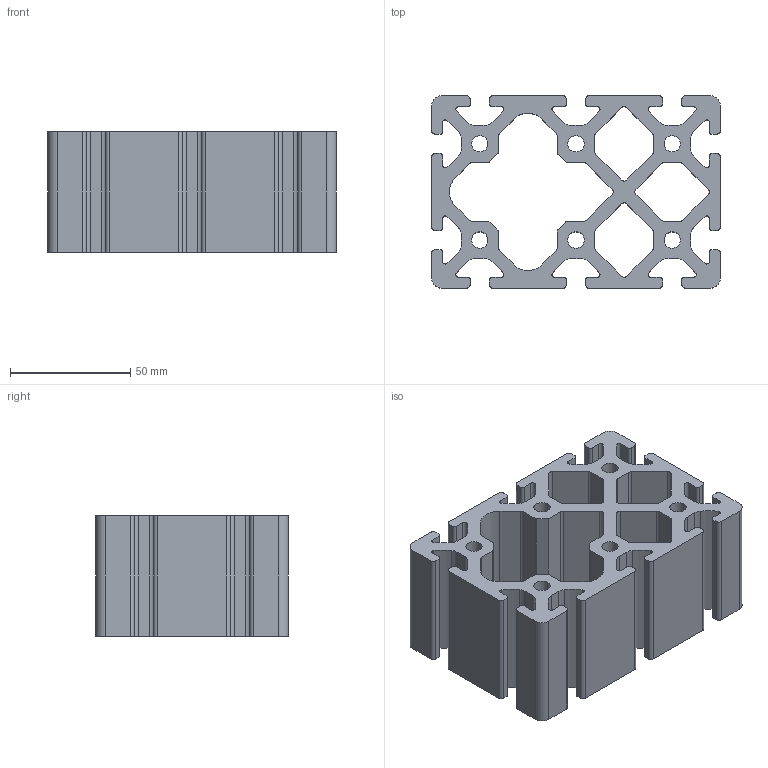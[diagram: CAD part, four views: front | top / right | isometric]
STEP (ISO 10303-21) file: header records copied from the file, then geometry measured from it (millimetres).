
FILE_DESCRIPTION (( 'STEP AP214' ), '1' );
FILE_NAME ('BASE08E0188-Profilé 8 120x80 lourd.step', '2023-03-24T09:43:09', ( 'Altae' ), ( '' ), 'SwSTEP 2.0', 'SolidWorks 2021', '' );
FILE_SCHEMA (( 'AUTOMOTIVE_DESIGN' ));
Length unit declared in the file: millimetre
Products named in the file (1): BASE08E0188-Profilé 8 120x80 lourd
Bounding box: 120 x 80 x 50 mm (x, y, z)
Volume: 201468.3 mm3; surface area: 76029.8 mm2
Topology: 1 solids, 1 shells, 264 faces, 786 edges, 524 vertices
Faces by surface type: cylinder 160, plane 104
Entity records: 9064 total; most frequent: DIRECTION 1636, CARTESIAN_POINT 1575, ORIENTED_EDGE 1572, EDGE_CURVE 786, AXIS2_PLACEMENT_3D 585, VERTEX_POINT 524, VECTOR 466, LINE 466
